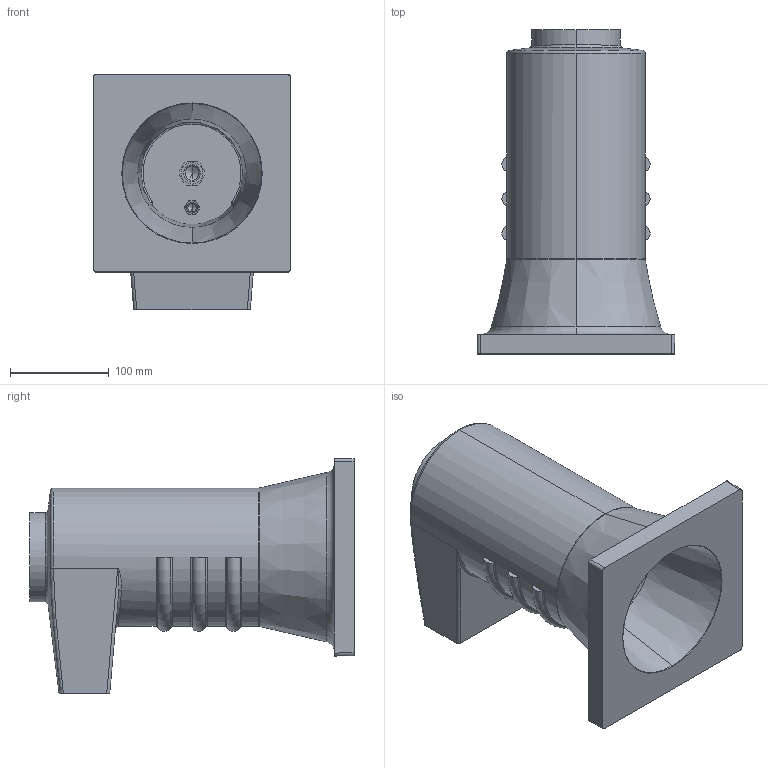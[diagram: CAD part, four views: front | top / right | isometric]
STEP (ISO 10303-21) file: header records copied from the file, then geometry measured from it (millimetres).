
FILE_DESCRIPTION (( 'STEP AP214' ), '1' );
FILE_NAME ('认菟-岩-20-1.STEP', '2024-04-23T07:18:51', ( '' ), ( '' ), 'SwSTEP 2.0', 'SolidWorks 2014', '' );
FILE_SCHEMA (( 'AUTOMOTIVE_DESIGN' ));
Length unit declared in the file: millimetre
Products named in the file (5): 认菟-岩-20-1; ÂÅÈÓ.758472.013 Ãàéêà ñïåöèàëüíàÿ_-00; ÂÅÈÓ.758472.005 Ãàéêà ñïåöèàëüíàÿ_-00; ÂÅÈÓ.758472.045 Ãàéêà ñïåöèàëüíàÿ_-00; Êîìïàóíä^ÂÅÈÓ.686153.010 Èçîëÿòîð ïðîõîäíîé ÈÏÝË-ÑÒ-20-1_00
Assembly tree (7 placements, depth 2):
  认菟-岩-20-1
    ÂÅÈÓ.758472.013 Ãàéêà ñïåöèàëüíàÿ_-00
    ÂÅÈÓ.758472.005 Ãàéêà ñïåöèàëüíàÿ_-00
    ÂÅÈÓ.758472.045 Ãàéêà ñïåöèàëüíàÿ_-00  x4
    Êîìïàóíä^ÂÅÈÓ.686153.010 Èçîëÿòîð ïðîõîäíîé ÈÏÝË-ÑÒ-20-1_00
Bounding box: 200 x 328 x 238 mm (x, y, z)
Volume: 3293450.3 mm3; surface area: 382168.8 mm2
Topology: 7 solids, 7 shells, 421 faces, 1014 edges, 630 vertices
Faces by surface type: plane 212, cone 122, cylinder 56, torus 22, bspline 9
Entity records: 11215 total; most frequent: CARTESIAN_POINT 3689, ORIENTED_EDGE 1564, DIRECTION 1420, EDGE_CURVE 782, AXIS2_PLACEMENT_3D 534, VERTEX_POINT 495, EDGE_LOOP 357, VECTOR 352
